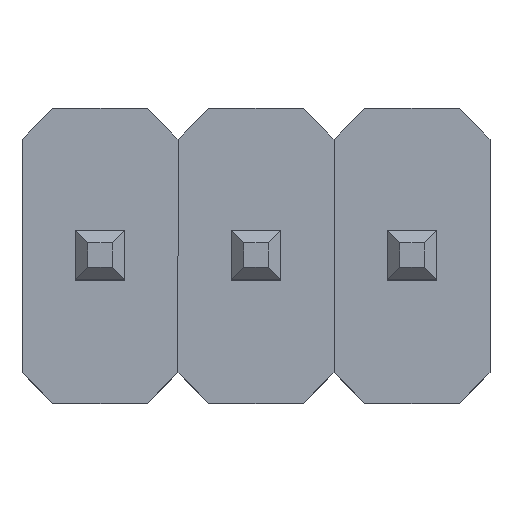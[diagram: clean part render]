
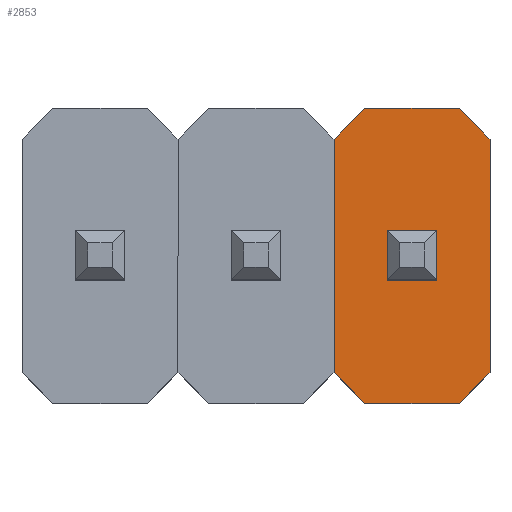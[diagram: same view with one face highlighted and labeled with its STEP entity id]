
A CAD part, top view. The second image highlights one B-rep face of the part: STEP entity #2853.
In plain terms, the highlighted planar face has unit normal (0, 0, 1).
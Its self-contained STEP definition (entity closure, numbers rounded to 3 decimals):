
#9 = CARTESIAN_POINT ( 'NONE',  ( 2.34, 0.2, 1.7 ) ) ;
#59 = VECTOR ( 'NONE', #697, 1000. ) ;
#78 = AXIS2_PLACEMENT_3D ( 'NONE', #3467, #1499, #3811 ) ;
#85 = LINE ( 'NONE', #409, #1870 ) ;
#128 = CARTESIAN_POINT ( 'NONE',  ( 2.03, 1.075, 1.7 ) ) ;
#206 = EDGE_CURVE ( 'NONE', #1856, #3211, #2313, .T. ) ;
#239 = LINE ( 'NONE', #1462, #2028 ) ;
#300 = LINE ( 'NONE', #128, #2854 ) ;
#315 = VECTOR ( 'NONE', #4217, 1000. ) ;
#323 = CARTESIAN_POINT ( 'NONE',  ( 1.905, -0.2, 1.7 ) ) ;
#347 = CARTESIAN_POINT ( 'NONE',  ( 2.925, -1.2, 1.7 ) ) ;
#408 = LINE ( 'NONE', #1458, #3739 ) ;
#409 = CARTESIAN_POINT ( 'NONE',  ( 1.905, -1.2, 1.7 ) ) ;
#450 = DIRECTION ( 'NONE',  ( 0., -1., 0. ) ) ;
#472 = CARTESIAN_POINT ( 'NONE',  ( 2.34, 1.2, 1.7 ) ) ;
#511 = CARTESIAN_POINT ( 'NONE',  ( 2.34, 0.2, 1.7 ) ) ;
#603 = EDGE_CURVE ( 'NONE', #1620, #3798, #1178, .T. ) ;
#610 = FACE_OUTER_BOUND ( 'NONE', #2567, .T. ) ;
#677 = EDGE_CURVE ( 'NONE', #2886, #4050, #1938, .T. ) ;
#697 = DIRECTION ( 'NONE',  ( 1., 0., 0. ) ) ;
#743 = ORIENTED_EDGE ( 'NONE', *, *, #2137, .T. ) ;
#1071 = CARTESIAN_POINT ( 'NONE',  ( 1.905, 1.2, 1.7 ) ) ;
#1077 = VECTOR ( 'NONE', #2639, 1000. ) ;
#1178 = LINE ( 'NONE', #323, #1077 ) ;
#1261 = ORIENTED_EDGE ( 'NONE', *, *, #2301, .F. ) ;
#1292 = LINE ( 'NONE', #4010, #2145 ) ;
#1296 = EDGE_CURVE ( 'NONE', #2288, #1356, #4147, .T. ) ;
#1356 = VERTEX_POINT ( 'NONE', #2582 ) ;
#1372 = ORIENTED_EDGE ( 'NONE', *, *, #677, .T. ) ;
#1387 = DIRECTION ( 'NONE',  ( 1., 0., 0. ) ) ;
#1446 = LINE ( 'NONE', #1071, #2202 ) ;
#1448 = ORIENTED_EDGE ( 'NONE', *, *, #603, .T. ) ;
#1458 = CARTESIAN_POINT ( 'NONE',  ( 2.74, 0.2, 1.7 ) ) ;
#1462 = CARTESIAN_POINT ( 'NONE',  ( 1.905, 1.2, 1.7 ) ) ;
#1499 = DIRECTION ( 'NONE',  ( 0., 0., 1. ) ) ;
#1576 = CARTESIAN_POINT ( 'NONE',  ( 3.175, 1.2, 1.7 ) ) ;
#1604 = VERTEX_POINT ( 'NONE', #3761 ) ;
#1620 = VERTEX_POINT ( 'NONE', #3082 ) ;
#1689 = DIRECTION ( 'NONE',  ( -0.707, 0.707, 0. ) ) ;
#1733 = EDGE_CURVE ( 'NONE', #3851, #1604, #300, .T. ) ;
#1768 = EDGE_CURVE ( 'NONE', #3798, #2886, #3743, .T. ) ;
#1821 = PLANE ( 'NONE',  #78 ) ;
#1856 = VERTEX_POINT ( 'NONE', #3598 ) ;
#1870 = VECTOR ( 'NONE', #2731, 1000. ) ;
#1938 = LINE ( 'NONE', #9, #59 ) ;
#1955 = CARTESIAN_POINT ( 'NONE',  ( 2.155, -1.2, 1.7 ) ) ;
#2028 = VECTOR ( 'NONE', #3766, 1000. ) ;
#2056 = ORIENTED_EDGE ( 'NONE', *, *, #3200, .F. ) ;
#2099 = LINE ( 'NONE', #1576, #315 ) ;
#2105 = EDGE_CURVE ( 'NONE', #4051, #3211, #85, .T. ) ;
#2137 = EDGE_CURVE ( 'NONE', #3851, #3961, #239, .T. ) ;
#2145 = VECTOR ( 'NONE', #1689, 1000. ) ;
#2202 = VECTOR ( 'NONE', #1387, 1000. ) ;
#2274 = VECTOR ( 'NONE', #2564, 1000. ) ;
#2288 = VERTEX_POINT ( 'NONE', #3535 ) ;
#2301 = EDGE_CURVE ( 'NONE', #2288, #1856, #2099, .T. ) ;
#2313 = LINE ( 'NONE', #2710, #3180 ) ;
#2334 = CARTESIAN_POINT ( 'NONE',  ( 2.34, -0.2, 1.7 ) ) ;
#2401 = CARTESIAN_POINT ( 'NONE',  ( 1.905, 0.95, 1.7 ) ) ;
#2559 = ORIENTED_EDGE ( 'NONE', *, *, #4196, .T. ) ;
#2564 = DIRECTION ( 'NONE',  ( -0.707, 0.707, 0. ) ) ;
#2567 = EDGE_LOOP ( 'NONE', ( #1261, #2781, #3829, #2727, #743, #2056, #3882, #3248 ) ) ;
#2582 = CARTESIAN_POINT ( 'NONE',  ( 2.925, 1.2, 1.7 ) ) ;
#2639 = DIRECTION ( 'NONE',  ( -1., 0., 0. ) ) ;
#2710 = CARTESIAN_POINT ( 'NONE',  ( 3.05, -1.075, 1.7 ) ) ;
#2727 = ORIENTED_EDGE ( 'NONE', *, *, #1733, .F. ) ;
#2731 = DIRECTION ( 'NONE',  ( 1., 0., 0. ) ) ;
#2739 = ORIENTED_EDGE ( 'NONE', *, *, #1768, .T. ) ;
#2781 = ORIENTED_EDGE ( 'NONE', *, *, #1296, .T. ) ;
#2853 = ADVANCED_FACE ( 'NONE', ( #4047, #610 ), #1821, .T. ) ;
#2854 = VECTOR ( 'NONE', #3110, 1000. ) ;
#2886 = VERTEX_POINT ( 'NONE', #511 ) ;
#2939 = EDGE_LOOP ( 'NONE', ( #1448, #2739, #1372, #2559 ) ) ;
#3082 = CARTESIAN_POINT ( 'NONE',  ( 2.74, -0.2, 1.7 ) ) ;
#3110 = DIRECTION ( 'NONE',  ( 0.707, 0.707, 0. ) ) ;
#3180 = VECTOR ( 'NONE', #3378, 1000. ) ;
#3200 = EDGE_CURVE ( 'NONE', #4051, #3961, #1292, .T. ) ;
#3211 = VERTEX_POINT ( 'NONE', #347 ) ;
#3248 = ORIENTED_EDGE ( 'NONE', *, *, #206, .F. ) ;
#3378 = DIRECTION ( 'NONE',  ( -0.707, -0.707, 0. ) ) ;
#3467 = CARTESIAN_POINT ( 'NONE',  ( 1.905, 1.2, 1.7 ) ) ;
#3535 = CARTESIAN_POINT ( 'NONE',  ( 3.175, 0.95, 1.7 ) ) ;
#3558 = CARTESIAN_POINT ( 'NONE',  ( 3.175, 0.95, 1.7 ) ) ;
#3598 = CARTESIAN_POINT ( 'NONE',  ( 3.175, -0.95, 1.7 ) ) ;
#3630 = VECTOR ( 'NONE', #4124, 1000. ) ;
#3739 = VECTOR ( 'NONE', #450, 1000. ) ;
#3743 = LINE ( 'NONE', #472, #3630 ) ;
#3761 = CARTESIAN_POINT ( 'NONE',  ( 2.155, 1.2, 1.7 ) ) ;
#3766 = DIRECTION ( 'NONE',  ( 0., -1., 0. ) ) ;
#3798 = VERTEX_POINT ( 'NONE', #2334 ) ;
#3806 = EDGE_CURVE ( 'NONE', #1604, #1356, #1446, .T. ) ;
#3811 = DIRECTION ( 'NONE',  ( 1., 0., 0. ) ) ;
#3829 = ORIENTED_EDGE ( 'NONE', *, *, #3806, .F. ) ;
#3851 = VERTEX_POINT ( 'NONE', #2401 ) ;
#3882 = ORIENTED_EDGE ( 'NONE', *, *, #2105, .T. ) ;
#3916 = CARTESIAN_POINT ( 'NONE',  ( 1.905, -0.95, 1.7 ) ) ;
#3946 = CARTESIAN_POINT ( 'NONE',  ( 2.74, 0.2, 1.7 ) ) ;
#3961 = VERTEX_POINT ( 'NONE', #3916 ) ;
#4010 = CARTESIAN_POINT ( 'NONE',  ( 2.03, -1.075, 1.7 ) ) ;
#4047 = FACE_BOUND ( 'NONE', #2939, .T. ) ;
#4050 = VERTEX_POINT ( 'NONE', #3946 ) ;
#4051 = VERTEX_POINT ( 'NONE', #1955 ) ;
#4124 = DIRECTION ( 'NONE',  ( 0., 1., 0. ) ) ;
#4147 = LINE ( 'NONE', #3558, #2274 ) ;
#4196 = EDGE_CURVE ( 'NONE', #4050, #1620, #408, .T. ) ;
#4217 = DIRECTION ( 'NONE',  ( 0., -1., 0. ) ) ;
